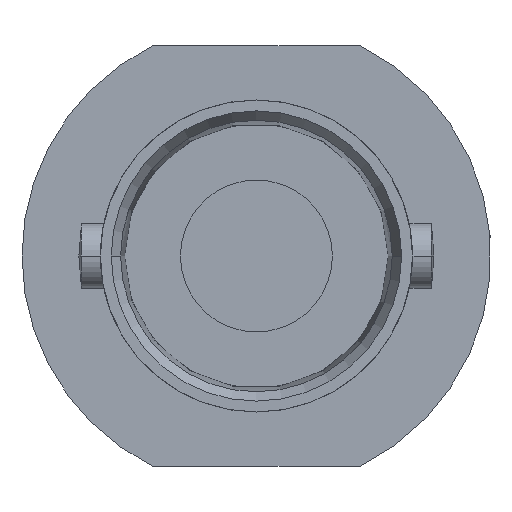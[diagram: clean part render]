
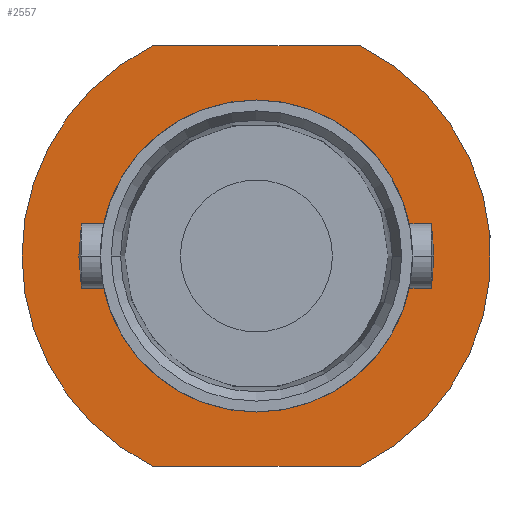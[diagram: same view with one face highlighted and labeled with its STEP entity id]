
A CAD part, left-side view. The second image highlights one B-rep face of the part: STEP entity #2557.
In plain terms, the highlighted planar face has unit normal (-1, 0, 0).
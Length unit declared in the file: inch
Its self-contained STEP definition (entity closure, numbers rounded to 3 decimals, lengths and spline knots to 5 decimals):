
#4 = VERTEX_POINT ( 'NONE', #2606 ) ;
#51 = FACE_OUTER_BOUND ( 'NONE', #536, .T. ) ;
#201 = AXIS2_PLACEMENT_3D ( 'NONE', #2623, #835, #563 ) ;
#222 = VERTEX_POINT ( 'NONE', #2456 ) ;
#233 = DIRECTION ( 'NONE',  ( -1., 0., 0. ) ) ;
#251 = EDGE_LOOP ( 'NONE', ( #864, #2480 ) ) ;
#291 = VERTEX_POINT ( 'NONE', #1236 ) ;
#297 = ORIENTED_EDGE ( 'NONE', *, *, #3317, .T. ) ;
#312 = PLANE ( 'NONE',  #201 ) ;
#391 = CIRCLE ( 'NONE', #2661, 0.28543 ) ;
#415 = EDGE_CURVE ( 'NONE', #4, #1988, #3151, .T. ) ;
#437 = CIRCLE ( 'NONE', #870, 0.18996 ) ;
#536 = EDGE_LOOP ( 'NONE', ( #1966, #2247, #297, #3032, #3290 ) ) ;
#545 = DIRECTION ( 'NONE',  ( 0., -1., 0. ) ) ;
#563 = DIRECTION ( 'NONE',  ( 0., 0., 1. ) ) ;
#806 = CARTESIAN_POINT ( 'NONE',  ( 0.57087, 0., 0. ) ) ;
#835 = DIRECTION ( 'NONE',  ( -1., 0., 0. ) ) ;
#864 = ORIENTED_EDGE ( 'NONE', *, *, #2437, .T. ) ;
#870 = AXIS2_PLACEMENT_3D ( 'NONE', #806, #2032, #993 ) ;
#942 = LINE ( 'NONE', #1241, #1837 ) ;
#956 = DIRECTION ( 'NONE',  ( 0., 0.443, 0.897 ) ) ;
#993 = DIRECTION ( 'NONE',  ( 0., 1., 0. ) ) ;
#1075 = CARTESIAN_POINT ( 'NONE',  ( 0.57087, -0.12643, 0.25591 ) ) ;
#1138 = AXIS2_PLACEMENT_3D ( 'NONE', #2351, #233, #2857 ) ;
#1186 = CARTESIAN_POINT ( 'NONE',  ( 0.57087, 0.12643, -0.25591 ) ) ;
#1236 = CARTESIAN_POINT ( 'NONE',  ( 0.57087, 0.18996, 0. ) ) ;
#1241 = CARTESIAN_POINT ( 'NONE',  ( 0.57087, -0.12643, 0.25591 ) ) ;
#1342 = CARTESIAN_POINT ( 'NONE',  ( 0.57087, 0.12643, -0.25591 ) ) ;
#1355 = VECTOR ( 'NONE', #545, 39.37008 ) ;
#1384 = EDGE_CURVE ( 'NONE', #2435, #1713, #391, .T. ) ;
#1505 = DIRECTION ( 'NONE',  ( 0., -0.443, -0.897 ) ) ;
#1524 = DIRECTION ( 'NONE',  ( -1., 0., 0. ) ) ;
#1531 = EDGE_CURVE ( 'NONE', #222, #4, #2168, .T. ) ;
#1540 = CARTESIAN_POINT ( 'NONE',  ( 0.57087, 0., 0. ) ) ;
#1677 = EDGE_CURVE ( 'NONE', #291, #2780, #2114, .T. ) ;
#1713 = VERTEX_POINT ( 'NONE', #1075 ) ;
#1746 = DIRECTION ( 'NONE',  ( -1., 0., 0. ) ) ;
#1837 = VECTOR ( 'NONE', #2286, 39.37008 ) ;
#1912 = AXIS2_PLACEMENT_3D ( 'NONE', #3251, #2987, #956 ) ;
#1966 = ORIENTED_EDGE ( 'NONE', *, *, #1531, .T. ) ;
#1988 = VERTEX_POINT ( 'NONE', #1186 ) ;
#2032 = DIRECTION ( 'NONE',  ( 1., 0., 0. ) ) ;
#2114 = CIRCLE ( 'NONE', #1138, 0.18996 ) ;
#2168 = CIRCLE ( 'NONE', #2483, 0.28543 ) ;
#2247 = ORIENTED_EDGE ( 'NONE', *, *, #415, .T. ) ;
#2286 = DIRECTION ( 'NONE',  ( 0., 1., 0. ) ) ;
#2351 = CARTESIAN_POINT ( 'NONE',  ( 0.57087, 0., 0. ) ) ;
#2363 = FACE_BOUND ( 'NONE', #251, .T. ) ;
#2381 = LINE ( 'NONE', #1342, #1355 ) ;
#2393 = CARTESIAN_POINT ( 'NONE',  ( 0.57087, -0.18996, 0. ) ) ;
#2435 = VERTEX_POINT ( 'NONE', #3111 ) ;
#2437 = EDGE_CURVE ( 'NONE', #291, #2780, #437, .T. ) ;
#2456 = CARTESIAN_POINT ( 'NONE',  ( 0.57087, 0.12643, 0.25591 ) ) ;
#2469 = EDGE_CURVE ( 'NONE', #1713, #222, #942, .T. ) ;
#2480 = ORIENTED_EDGE ( 'NONE', *, *, #1677, .F. ) ;
#2483 = AXIS2_PLACEMENT_3D ( 'NONE', #3042, #1746, #2501 ) ;
#2501 = DIRECTION ( 'NONE',  ( 0., 0.443, 0.897 ) ) ;
#2557 = ADVANCED_FACE ( 'NONE', ( #2363, #51 ), #312, .T. ) ;
#2606 = CARTESIAN_POINT ( 'NONE',  ( 0.57087, 0.28543, 0. ) ) ;
#2623 = CARTESIAN_POINT ( 'NONE',  ( 0.57087, 0., 0. ) ) ;
#2661 = AXIS2_PLACEMENT_3D ( 'NONE', #1540, #1524, #1505 ) ;
#2780 = VERTEX_POINT ( 'NONE', #2393 ) ;
#2857 = DIRECTION ( 'NONE',  ( 0., 1., 0. ) ) ;
#2987 = DIRECTION ( 'NONE',  ( -1., 0., 0. ) ) ;
#3032 = ORIENTED_EDGE ( 'NONE', *, *, #1384, .T. ) ;
#3042 = CARTESIAN_POINT ( 'NONE',  ( 0.57087, 0., 0. ) ) ;
#3111 = CARTESIAN_POINT ( 'NONE',  ( 0.57087, -0.12643, -0.25591 ) ) ;
#3151 = CIRCLE ( 'NONE', #1912, 0.28543 ) ;
#3251 = CARTESIAN_POINT ( 'NONE',  ( 0.57087, 0., 0. ) ) ;
#3290 = ORIENTED_EDGE ( 'NONE', *, *, #2469, .T. ) ;
#3317 = EDGE_CURVE ( 'NONE', #1988, #2435, #2381, .T. ) ;
